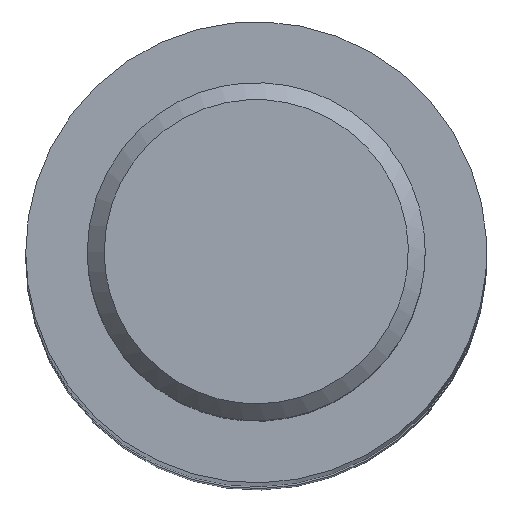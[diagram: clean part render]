
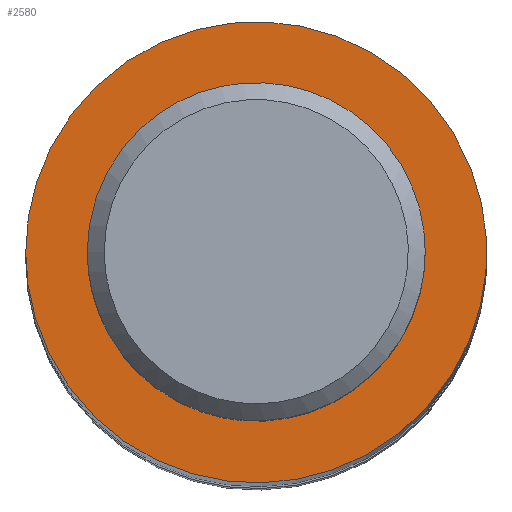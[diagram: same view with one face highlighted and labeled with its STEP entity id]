
A CAD part, top view. The second image highlights one B-rep face of the part: STEP entity #2580.
In plain terms, the highlighted free-form (B-spline) face has degree [1, 1] with [2, 2] control points.
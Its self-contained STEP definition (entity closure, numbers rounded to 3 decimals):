
#1870 = CARTESIAN_POINT ('', (-5., 0., -8.));
#1880 = VERTEX_POINT ('', #1870);
#1940 = CARTESIAN_POINT ('', (-5., 0., -8.));
#1950 = CARTESIAN_POINT ('', (-5., 5., -8.));
#1960 = CARTESIAN_POINT ('', (0., 5., -8.));
#1970 = CARTESIAN_POINT ('', (5., 5., -8.));
#1980 = CARTESIAN_POINT ('', (5., 0., -8.));
#1990 = CARTESIAN_POINT ('', (5., -5., -8.));
#2000 = CARTESIAN_POINT ('', (0., -5., -8.));
#2010 = CARTESIAN_POINT ('', (-5., -5., -8.));
#2020 = CARTESIAN_POINT ('', (-5., 0., -8.));
#2030 = (
   BOUNDED_CURVE ()
   B_SPLINE_CURVE (2, (#1940, #1950, #1960, #1970, #1980, #1990, #2000, #2010, #2020), .UNSPECIFIED., .T., .U.)
   B_SPLINE_CURVE_WITH_KNOTS ((3, 2, 2, 2, 3), (0., 7.854, 15.708, 23.562, 31.416), .UNSPECIFIED.)
   CURVE ()
   GEOMETRIC_REPRESENTATION_ITEM ()
   RATIONAL_B_SPLINE_CURVE ((1., 0.707, 1., 0.707, 1., 0.707, 1., 0.707, 1.))
   REPRESENTATION_ITEM ('')
);
#2040 = EDGE_CURVE ('', #1880, #1880, #2030, .T.);
#2300 = CARTESIAN_POINT ('', (-3.665, 0., -8.));
#2310 = VERTEX_POINT ('', #2300);
#2320 = CARTESIAN_POINT ('', (-5., 0., -8.));
#2330 = CARTESIAN_POINT ('', (-3.665, 0., -8.));
#2340 = (
   BOUNDED_CURVE ()
   B_SPLINE_CURVE (1, (#2320, #2330), .UNSPECIFIED., .F., .U.)
   B_SPLINE_CURVE_WITH_KNOTS ((2, 2), (0., 1.), .UNSPECIFIED.)
   CURVE ()
   GEOMETRIC_REPRESENTATION_ITEM ()
   RATIONAL_B_SPLINE_CURVE ((1., 1.))
   REPRESENTATION_ITEM ('')
);
#2350 = EDGE_CURVE ('', #1880, #2310, #2340, .T.);
#2360 = ORIENTED_EDGE ('', *, *, #2350, .T.);
#2370 = CARTESIAN_POINT ('', (-3.665, 0., -8.));
#2380 = CARTESIAN_POINT ('', (-3.665, 3.665, -8.));
#2390 = CARTESIAN_POINT ('', (0., 3.665, -8.));
#2400 = CARTESIAN_POINT ('', (3.665, 3.665, -8.));
#2410 = CARTESIAN_POINT ('', (3.665, 0., -8.));
#2420 = CARTESIAN_POINT ('', (3.665, -3.665, -8.));
#2430 = CARTESIAN_POINT ('', (0., -3.665, -8.));
#2440 = CARTESIAN_POINT ('', (-3.665, -3.665, -8.));
#2450 = CARTESIAN_POINT ('', (-3.665, 0., -8.));
#2460 = (
   BOUNDED_CURVE ()
   B_SPLINE_CURVE (2, (#2370, #2380, #2390, #2400, #2410, #2420, #2430, #2440, #2450), .UNSPECIFIED., .T., .U.)
   B_SPLINE_CURVE_WITH_KNOTS ((3, 2, 2, 2, 3), (0., 0.25, 0.5, 0.75, 1.), .UNSPECIFIED.)
   CURVE ()
   GEOMETRIC_REPRESENTATION_ITEM ()
   RATIONAL_B_SPLINE_CURVE ((1., 0.707, 1., 0.707, 1., 0.707, 1., 0.707, 1.))
   REPRESENTATION_ITEM ('')
);
#2470 = EDGE_CURVE ('', #2310, #2310, #2460, .T.);
#2480 = ORIENTED_EDGE ('', *, *, #2470, .T.);
#2490 = ORIENTED_EDGE ('', *, *, #2350, .F.);
#2500 = ORIENTED_EDGE ('', *, *, #2040, .F.);
#2510 = EDGE_LOOP ('', (#2360, #2480, #2490, #2500));
#2520 = FACE_OUTER_BOUND ('', #2510, .T.);
#2530 = CARTESIAN_POINT ('', (5., -5., -8.));
#2540 = CARTESIAN_POINT ('', (-5., -5., -8.));
#2550 = CARTESIAN_POINT ('', (5., 5., -8.));
#2560 = CARTESIAN_POINT ('', (-5., 5., -8.));
#2570 = B_SPLINE_SURFACE_WITH_KNOTS ('', 1, 1, ((#2530, #2540), (#2550, #2560)), .UNSPECIFIED., .F., .F., .U., (2, 2), (2, 2), (0.045, 0.955), (0.045, 0.955), .UNSPECIFIED.);
#2580 = ADVANCED_FACE ('', (#2520), #2570, .T.);
